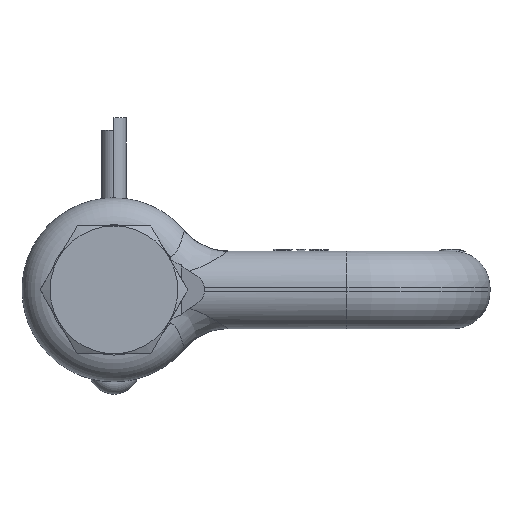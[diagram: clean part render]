
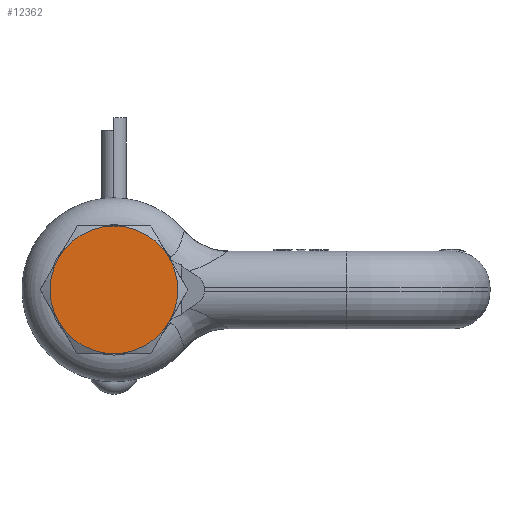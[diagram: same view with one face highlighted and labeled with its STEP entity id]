
A CAD part, left-side view. The second image highlights one B-rep face of the part: STEP entity #12362.
In plain terms, the highlighted planar face has unit normal (-1, 0, 0).
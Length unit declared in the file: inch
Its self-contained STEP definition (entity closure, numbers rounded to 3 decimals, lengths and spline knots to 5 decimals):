
#11889=CARTESIAN_POINT('',(-0.95,0.,0.));
#11890=DIRECTION('',(-1.,0.,0.));
#11891=DIRECTION('',(0.,0.,-1.));
#11892=AXIS2_PLACEMENT_3D('',#11889,#11890,#11891);
#11894=CARTESIAN_POINT('',(-0.95,0.,0.));
#11895=DIRECTION('',(-1.,0.,0.));
#11896=DIRECTION('',(0.,0.866,-0.5));
#11897=AXIS2_PLACEMENT_3D('',#11894,#11895,#11896);
#11899=CARTESIAN_POINT('',(-0.95,0.,0.));
#11900=DIRECTION('',(-1.,0.,0.));
#11901=DIRECTION('',(0.,0.866,0.5));
#11902=AXIS2_PLACEMENT_3D('',#11899,#11900,#11901);
#11904=CARTESIAN_POINT('',(-0.95,0.,0.));
#11905=DIRECTION('',(-1.,0.,0.));
#11906=DIRECTION('',(0.,0.,1.));
#11907=AXIS2_PLACEMENT_3D('',#11904,#11905,#11906);
#11909=CARTESIAN_POINT('',(-0.95,0.,0.));
#11910=DIRECTION('',(-1.,0.,0.));
#11911=DIRECTION('',(0.,-0.866,0.5));
#11912=AXIS2_PLACEMENT_3D('',#11909,#11910,#11911);
#11914=CARTESIAN_POINT('',(-0.95,0.,0.));
#11915=DIRECTION('',(-1.,0.,0.));
#11916=DIRECTION('',(0.,-0.866,-0.5));
#11917=AXIS2_PLACEMENT_3D('',#11914,#11915,#11916);
#11919=CARTESIAN_POINT('',(-0.95,0.,-0.3125));
#11920=CARTESIAN_POINT('',(-0.95,-0.27063,-0.15625));
#11921=VERTEX_POINT('',#11919);
#11922=VERTEX_POINT('',#11920);
#11923=CARTESIAN_POINT('',(-0.95,-0.27063,0.15625));
#11924=VERTEX_POINT('',#11923);
#11925=CARTESIAN_POINT('',(-0.95,0.,0.3125));
#11926=VERTEX_POINT('',#11925);
#11927=CARTESIAN_POINT('',(-0.95,0.27063,0.15625));
#11928=VERTEX_POINT('',#11927);
#11929=CARTESIAN_POINT('',(-0.95,0.27063,-0.15625));
#11930=VERTEX_POINT('',#11929);
#12349=CARTESIAN_POINT('',(-0.95,0.,0.));
#12350=DIRECTION('',(-1.,0.,0.));
#12351=DIRECTION('',(0.,0.,1.));
#12352=AXIS2_PLACEMENT_3D('',#12349,#12350,#12351);
#12353=PLANE('',#12352);
#12354=ORIENTED_EDGE('',*,*,#11986,.F.);
#12355=ORIENTED_EDGE('',*,*,#12303,.F.);
#12356=ORIENTED_EDGE('',*,*,#12289,.F.);
#12357=ORIENTED_EDGE('',*,*,#12275,.F.);
#12358=ORIENTED_EDGE('',*,*,#12014,.F.);
#12359=ORIENTED_EDGE('',*,*,#12000,.F.);
#12360=EDGE_LOOP('',(#12354,#12355,#12356,#12357,#12358,#12359));
#12361=FACE_OUTER_BOUND('',#12360,.F.);
#12362=ADVANCED_FACE('',(#12361),#12353,.T.);
#11893=CIRCLE('',#11892,0.3125);
#11898=CIRCLE('',#11897,0.3125);
#11903=CIRCLE('',#11902,0.3125);
#11908=CIRCLE('',#11907,0.3125);
#11913=CIRCLE('',#11912,0.3125);
#11918=CIRCLE('',#11917,0.3125);
#11986=EDGE_CURVE('',#11921,#11922,#11893,.T.);
#12000=EDGE_CURVE('',#11922,#11924,#11918,.T.);
#12014=EDGE_CURVE('',#11924,#11926,#11913,.T.);
#12275=EDGE_CURVE('',#11926,#11928,#11908,.T.);
#12289=EDGE_CURVE('',#11928,#11930,#11903,.T.);
#12303=EDGE_CURVE('',#11930,#11921,#11898,.T.);
